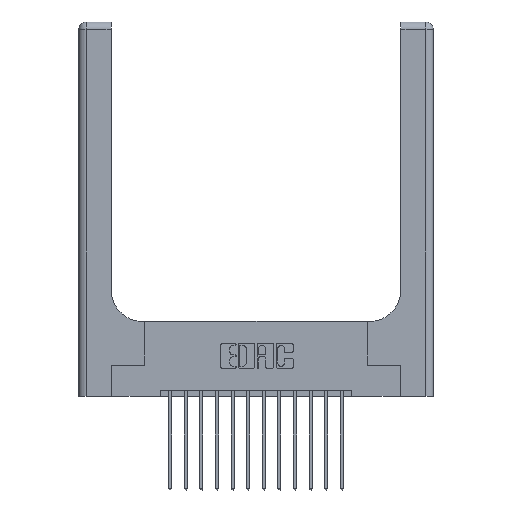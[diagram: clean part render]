
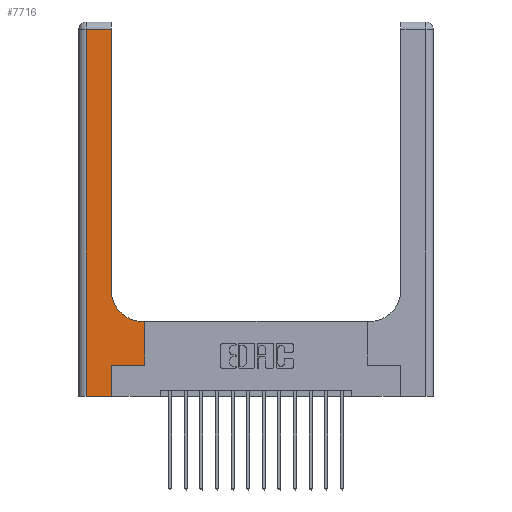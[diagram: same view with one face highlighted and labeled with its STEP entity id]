
A CAD part, top view. The second image highlights one B-rep face of the part: STEP entity #7716.
In plain terms, the highlighted planar face has unit normal (0, 0, 1).
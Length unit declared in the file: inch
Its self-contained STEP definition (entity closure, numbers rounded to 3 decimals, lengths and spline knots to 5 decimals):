
#247 = FACE_OUTER_BOUND ( 'NONE', #12331, .T. ) ;
#561 = VECTOR ( 'NONE', #2491, 39.37008 ) ;
#1029 = ORIENTED_EDGE ( 'NONE', *, *, #10146, .T. ) ;
#1356 = VERTEX_POINT ( 'NONE', #15930 ) ;
#1451 = EDGE_CURVE ( 'NONE', #3021, #3282, #15665, .T. ) ;
#1454 = CARTESIAN_POINT ( 'NONE',  ( 0.265, 0., 0.37 ) ) ;
#1484 = LINE ( 'NONE', #8518, #8928 ) ;
#1546 = DIRECTION ( 'NONE',  ( 1., 0., 0. ) ) ;
#2035 = CIRCLE ( 'NONE', #9497, 0.25 ) ;
#2491 = DIRECTION ( 'NONE',  ( -1., 0., 0. ) ) ;
#2751 = CARTESIAN_POINT ( 'NONE',  ( 0.265, 0.25, 0.37 ) ) ;
#2863 = VECTOR ( 'NONE', #14693, 39.37008 ) ;
#3021 = VERTEX_POINT ( 'NONE', #5830 ) ;
#3282 = VERTEX_POINT ( 'NONE', #13337 ) ;
#3398 = CARTESIAN_POINT ( 'NONE',  ( 0.26, 0.85, 0.37 ) ) ;
#3529 = CARTESIAN_POINT ( 'NONE',  ( 0.51, 0.85, 0.37 ) ) ;
#3812 = CARTESIAN_POINT ( 'NONE',  ( 0., 2.94, 0.37 ) ) ;
#4635 = VECTOR ( 'NONE', #8661, 39.37008 ) ;
#4705 = LINE ( 'NONE', #16069, #12339 ) ;
#4789 = VECTOR ( 'NONE', #1546, 39.37008 ) ;
#5120 = CARTESIAN_POINT ( 'NONE',  ( 0.51, 0.6, 0.37 ) ) ;
#5649 = EDGE_CURVE ( 'NONE', #1356, #12494, #16788, .T. ) ;
#5672 = EDGE_CURVE ( 'NONE', #3282, #9610, #6244, .T. ) ;
#5821 = CARTESIAN_POINT ( 'NONE',  ( 0.06, 0., 0.37 ) ) ;
#5830 = CARTESIAN_POINT ( 'NONE',  ( 0.265, 0., 0.37 ) ) ;
#5995 = DIRECTION ( 'NONE',  ( 0., 1., 0. ) ) ;
#6054 = CARTESIAN_POINT ( 'NONE',  ( 0.26, 3., 0.37 ) ) ;
#6120 = CARTESIAN_POINT ( 'NONE',  ( 0., 0., 0.37 ) ) ;
#6169 = ORIENTED_EDGE ( 'NONE', *, *, #15845, .T. ) ;
#6244 = LINE ( 'NONE', #2751, #4789 ) ;
#6622 = CARTESIAN_POINT ( 'NONE',  ( 0.26, 0.6, 0.37 ) ) ;
#6652 = VECTOR ( 'NONE', #13351, 39.37008 ) ;
#7510 = DIRECTION ( 'NONE',  ( 0., 0., -1. ) ) ;
#7711 = AXIS2_PLACEMENT_3D ( 'NONE', #17023, #14433, #13214 ) ;
#7716 = ADVANCED_FACE ( 'NONE', ( #247 ), #15840, .F. ) ;
#8155 = DIRECTION ( 'NONE',  ( 0., -1., 0. ) ) ;
#8385 = EDGE_CURVE ( 'NONE', #9610, #1356, #1484, .T. ) ;
#8518 = CARTESIAN_POINT ( 'NONE',  ( 0.528, 0.25, 0.37 ) ) ;
#8640 = DIRECTION ( 'NONE',  ( 0., 1., 0. ) ) ;
#8661 = DIRECTION ( 'NONE',  ( 1., 0., 0. ) ) ;
#8765 = ORIENTED_EDGE ( 'NONE', *, *, #9646, .T. ) ;
#8928 = VECTOR ( 'NONE', #8640, 39.37008 ) ;
#9098 = ORIENTED_EDGE ( 'NONE', *, *, #1451, .T. ) ;
#9497 = AXIS2_PLACEMENT_3D ( 'NONE', #3529, #7510, #16771 ) ;
#9610 = VERTEX_POINT ( 'NONE', #13929 ) ;
#9646 = EDGE_CURVE ( 'NONE', #16848, #16998, #11950, .T. ) ;
#9958 = CARTESIAN_POINT ( 'NONE',  ( 0.06, 2.94, 0.37 ) ) ;
#10146 = EDGE_CURVE ( 'NONE', #12494, #16848, #2035, .T. ) ;
#10333 = EDGE_CURVE ( 'NONE', #12241, #15029, #4705, .T. ) ;
#11227 = ORIENTED_EDGE ( 'NONE', *, *, #16752, .T. ) ;
#11589 = ORIENTED_EDGE ( 'NONE', *, *, #10333, .T. ) ;
#11950 = LINE ( 'NONE', #6054, #16311 ) ;
#12241 = VERTEX_POINT ( 'NONE', #9958 ) ;
#12331 = EDGE_LOOP ( 'NONE', ( #8765, #6169, #11589, #11227, #9098, #12699, #14028, #13211, #1029 ) ) ;
#12339 = VECTOR ( 'NONE', #8155, 39.37008 ) ;
#12494 = VERTEX_POINT ( 'NONE', #5120 ) ;
#12699 = ORIENTED_EDGE ( 'NONE', *, *, #5672, .T. ) ;
#12826 = CARTESIAN_POINT ( 'NONE',  ( 0.26, 2.94, 0.37 ) ) ;
#13211 = ORIENTED_EDGE ( 'NONE', *, *, #5649, .T. ) ;
#13214 = DIRECTION ( 'NONE',  ( -1., 0., 0. ) ) ;
#13337 = CARTESIAN_POINT ( 'NONE',  ( 0.265, 0.25, 0.37 ) ) ;
#13351 = DIRECTION ( 'NONE',  ( -1., 0., 0. ) ) ;
#13929 = CARTESIAN_POINT ( 'NONE',  ( 0.528, 0.25, 0.37 ) ) ;
#14028 = ORIENTED_EDGE ( 'NONE', *, *, #8385, .T. ) ;
#14124 = LINE ( 'NONE', #6120, #4635 ) ;
#14433 = DIRECTION ( 'NONE',  ( 0., 0., -1. ) ) ;
#14693 = DIRECTION ( 'NONE',  ( 0., 1., 0. ) ) ;
#15029 = VERTEX_POINT ( 'NONE', #5821 ) ;
#15665 = LINE ( 'NONE', #1454, #2863 ) ;
#15793 = LINE ( 'NONE', #3812, #561 ) ;
#15840 = PLANE ( 'NONE',  #7711 ) ;
#15845 = EDGE_CURVE ( 'NONE', #16998, #12241, #15793, .T. ) ;
#15930 = CARTESIAN_POINT ( 'NONE',  ( 0.528, 0.6, 0.37 ) ) ;
#16069 = CARTESIAN_POINT ( 'NONE',  ( 0.06, 3., 0.37 ) ) ;
#16311 = VECTOR ( 'NONE', #5995, 39.37008 ) ;
#16752 = EDGE_CURVE ( 'NONE', #15029, #3021, #14124, .T. ) ;
#16771 = DIRECTION ( 'NONE',  ( 1., 0., 0. ) ) ;
#16788 = LINE ( 'NONE', #6622, #6652 ) ;
#16848 = VERTEX_POINT ( 'NONE', #3398 ) ;
#16998 = VERTEX_POINT ( 'NONE', #12826 ) ;
#17023 = CARTESIAN_POINT ( 'NONE',  ( 0., 3., 0.37 ) ) ;
